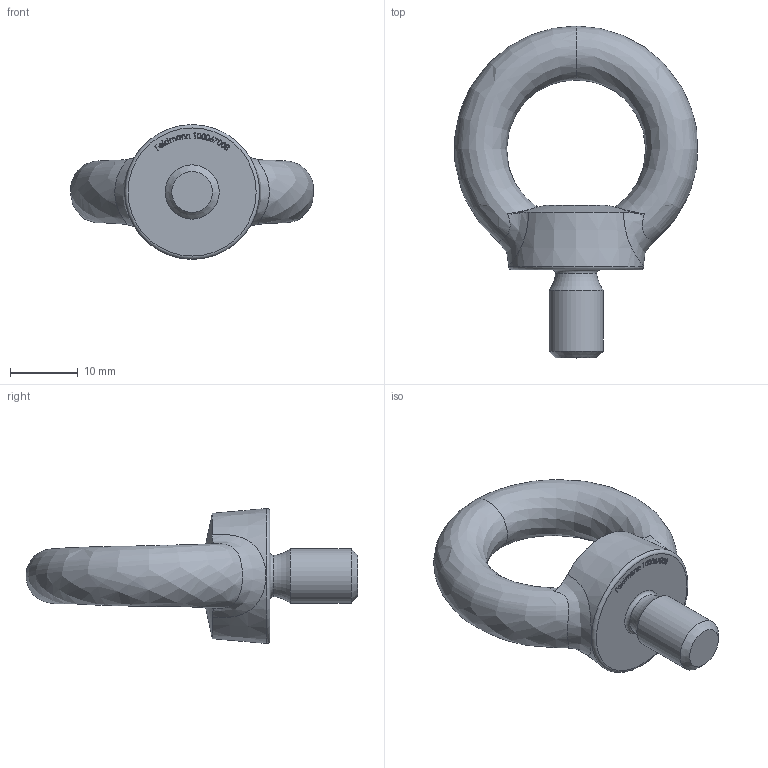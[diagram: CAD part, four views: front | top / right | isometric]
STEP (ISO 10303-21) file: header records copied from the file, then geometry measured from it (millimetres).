
FILE_DESCRIPTION (( 'STEP AP203' ), '1' );
FILE_NAME ('100067008.step', '2021-11-30T14:42:34', ( '' ), ( '' ), 'SwSTEP 2.0', 'SolidWorks 2018', '' );
FILE_SCHEMA (( 'CONFIG_CONTROL_DESIGN' ));
Length unit declared in the file: millimetre
Products named in the file (2): 100067008
Bounding box: 35.84 x 48.99 x 19.91 mm (x, y, z)
Volume: 7015.9 mm3; surface area: 3137.6 mm2
Topology: 1 solids, 1 shells, 232 faces, 607 edges, 404 vertices
Faces by surface type: bspline 125, plane 100, cone 3, torus 3, cylinder 1
Full cylindrical faces by diameter (mm): 8 x1
Entity records: 16104 total; most frequent: CARTESIAN_POINT 11171, ORIENTED_EDGE 1182, EDGE_CURVE 591, DIRECTION 566, VERTEX_POINT 397, LINE 326, VECTOR 326, EDGE_LOOP 270
